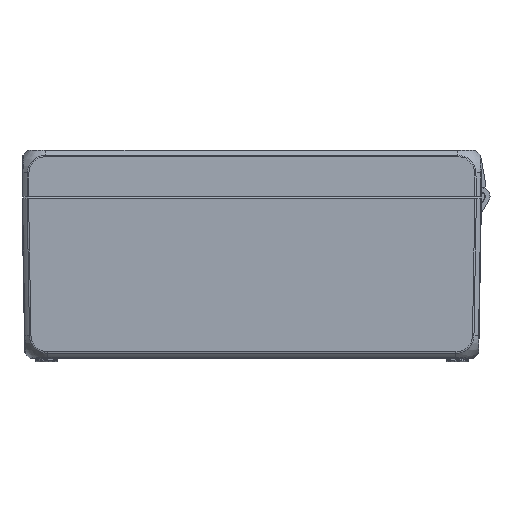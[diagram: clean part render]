
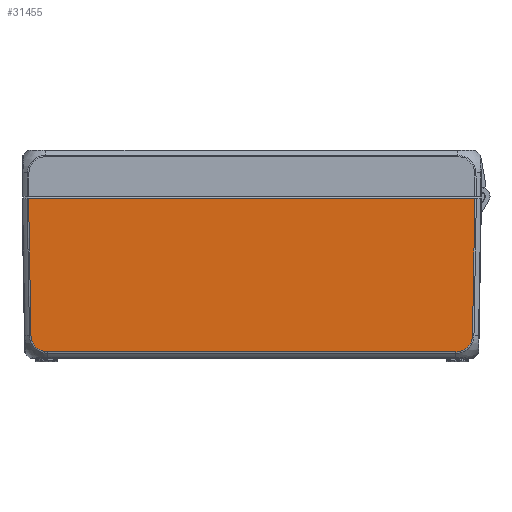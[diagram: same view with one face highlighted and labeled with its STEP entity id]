
A CAD part, front view. The second image highlights one B-rep face of the part: STEP entity #31455.
In plain terms, the highlighted planar face has unit normal (0, -1, -0.018).
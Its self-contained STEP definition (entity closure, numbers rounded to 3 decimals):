
#2365=B_SPLINE_CURVE_WITH_KNOTS('',3,(#78108,#78109,#78110,#78111,#78112,
#78113,#78114,#78115,#78116,#78117,#78118,#78119,#78120,#78121,#78122,#78123,
#78124,#78125,#78126,#78127,#78128,#78129,#78130,#78131,#78132,#78133,#78134,
#78135,#78136,#78137,#78138,#78139,#78140,#78141,#78142,#78143,#78144,#78145),
 .UNSPECIFIED.,.F.,.F.,(4,2,2,2,2,2,2,2,2,2,2,2,2,2,2,2,1,1,2,4),(0.,
0.046,0.059,0.073,0.075,
0.172,0.174,0.175,0.285,
0.422,0.481,0.658,0.801,
0.817,0.826,0.971,1.038,
1.072,1.105,1.107),.UNSPECIFIED.);
#2366=B_SPLINE_CURVE_WITH_KNOTS('',3,(#78316,#78317,#78318,#78319,#78320,
#78321,#78322,#78323,#78324,#78325,#78326,#78327,#78328,#78329,#78330,#78331,
#78332,#78333,#78334,#78335,#78336,#78337,#78338,#78339,#78340,#78341,#78342,
#78343,#78344,#78345,#78346,#78347,#78348,#78349,#78350,#78351,#78352,#78353,
#78354,#78355,#78356),.UNSPECIFIED.,.F.,.F.,(4,2,1,2,2,2,2,2,2,2,2,2,2,
2,2,2,2,2,2,2,4),(0.,0.002,0.033,
0.065,0.138,0.212,0.279,
0.29,0.31,0.452,0.526,
0.629,0.689,0.825,0.94,
0.941,1.037,1.042,1.053,1.067,
1.112),.UNSPECIFIED.);
#3453=FACE_OUTER_BOUND('',#5363,.T.);
#5363=EDGE_LOOP('',(#22715,#22716,#22717,#22718,#22719,#22720));
#8428=LINE('',#58321,#10407);
#8619=LINE('',#77952,#10598);
#8621=LINE('',#78149,#10600);
#8623=LINE('',#78359,#10602);
#10407=VECTOR('',#38061,10.);
#10598=VECTOR('',#39208,10.);
#10600=VECTOR('',#39216,10.);
#10602=VECTOR('',#39222,10.);
#12645=VERTEX_POINT('',#58313);
#12647=VERTEX_POINT('',#58319);
#12990=VERTEX_POINT('',#77950);
#12991=VERTEX_POINT('',#78106);
#12992=VERTEX_POINT('',#78147);
#12993=VERTEX_POINT('',#78314);
#15849=EDGE_CURVE('',#12645,#12647,#8428,.T.);
#16490=EDGE_CURVE('',#12990,#12647,#8619,.T.);
#16493=EDGE_CURVE('',#12991,#12990,#2365,.T.);
#16495=EDGE_CURVE('',#12992,#12991,#8621,.T.);
#16497=EDGE_CURVE('',#12993,#12992,#2366,.T.);
#16499=EDGE_CURVE('',#12645,#12993,#8623,.T.);
#22715=ORIENTED_EDGE('',*,*,#16490,.F.);
#22716=ORIENTED_EDGE('',*,*,#16493,.F.);
#22717=ORIENTED_EDGE('',*,*,#16495,.F.);
#22718=ORIENTED_EDGE('',*,*,#16497,.F.);
#22719=ORIENTED_EDGE('',*,*,#16499,.F.);
#22720=ORIENTED_EDGE('',*,*,#15849,.T.);
#28757=PLANE('',#34121);
#31455=ADVANCED_FACE('',(#3453),#28757,.T.);
#34121=AXIS2_PLACEMENT_3D('',#78360,#39223,#39224);
#38061=DIRECTION('',(-1.,0.,0.));
#39208=DIRECTION('',(-0.017,-0.017,1.));
#39216=DIRECTION('',(-1.,0.,0.));
#39222=DIRECTION('',(-0.017,0.017,-1.));
#39223=DIRECTION('center_axis',(0.,-1.,-0.017));
#39224=DIRECTION('ref_axis',(-1.,0.,0.));
#58313=CARTESIAN_POINT('',(96.647,-43.,-0.8));
#58319=CARTESIAN_POINT('',(-96.647,-43.,-0.8));
#58321=CARTESIAN_POINT('',(41.,-43.,-0.8));
#77950=CARTESIAN_POINT('',(-95.611,-41.964,-60.126));
#77952=CARTESIAN_POINT('',(-96.64,-42.994,-1.161));
#78106=CARTESIAN_POINT('',(-88.447,-41.842,-67.153));
#78108=CARTESIAN_POINT('Ctrl Pts',(-88.447,-41.842,
-67.153));
#78109=CARTESIAN_POINT('Ctrl Pts',(-88.6,-41.842,
-67.153));
#78110=CARTESIAN_POINT('Ctrl Pts',(-88.754,-41.842,-67.151));
#78111=CARTESIAN_POINT('Ctrl Pts',(-88.95,-41.842,
-67.139));
#78112=CARTESIAN_POINT('Ctrl Pts',(-88.994,-41.842,
-67.136));
#78113=CARTESIAN_POINT('Ctrl Pts',(-89.083,-41.842,
-67.128));
#78114=CARTESIAN_POINT('Ctrl Pts',(-89.129,-41.842,
-67.124));
#78115=CARTESIAN_POINT('Ctrl Pts',(-89.183,-41.842,
-67.119));
#78116=CARTESIAN_POINT('Ctrl Pts',(-89.19,-41.842,
-67.118));
#78117=CARTESIAN_POINT('Ctrl Pts',(-89.519,-41.843,
-67.083));
#78118=CARTESIAN_POINT('Ctrl Pts',(-89.837,-41.844,
-67.027));
#78119=CARTESIAN_POINT('Ctrl Pts',(-90.156,-41.845,
-66.949));
#78120=CARTESIAN_POINT('Ctrl Pts',(-90.162,-41.845,
-66.947));
#78121=CARTESIAN_POINT('Ctrl Pts',(-90.172,-41.845,
-66.945));
#78122=CARTESIAN_POINT('Ctrl Pts',(-90.177,-41.845,
-66.944));
#78123=CARTESIAN_POINT('Ctrl Pts',(-90.537,-41.847,
-66.853));
#78124=CARTESIAN_POINT('Ctrl Pts',(-90.886,-41.849,
-66.736));
#78125=CARTESIAN_POINT('Ctrl Pts',(-91.645,-41.855,
-66.415));
#78126=CARTESIAN_POINT('Ctrl Pts',(-92.052,-41.859,
-66.196));
#78127=CARTESIAN_POINT('Ctrl Pts',(-92.601,-41.865,
-65.828));
#78128=CARTESIAN_POINT('Ctrl Pts',(-92.763,-41.867,
-65.71));
#78129=CARTESIAN_POINT('Ctrl Pts',(-93.383,-41.876,
-65.213));
#78130=CARTESIAN_POINT('Ctrl Pts',(-93.796,-41.883,
-64.789));
#78131=CARTESIAN_POINT('Ctrl Pts',(-94.451,-41.898,-63.933));
#78132=CARTESIAN_POINT('Ctrl Pts',(-94.703,-41.905,
-63.52));
#78133=CARTESIAN_POINT('Ctrl Pts',(-94.934,-41.914,
-63.041));
#78134=CARTESIAN_POINT('Ctrl Pts',(-94.956,-41.914,-62.991));
#78135=CARTESIAN_POINT('Ctrl Pts',(-94.991,-41.916,
-62.915));
#78136=CARTESIAN_POINT('Ctrl Pts',(-95.003,-41.916,-62.887));
#78137=CARTESIAN_POINT('Ctrl Pts',(-95.209,-41.924,
-62.418));
#78138=CARTESIAN_POINT('Ctrl Pts',(-95.359,-41.933,
-61.953));
#78139=CARTESIAN_POINT('Ctrl Pts',(-95.507,-41.945,
-61.259));
#78140=CARTESIAN_POINT('Ctrl Pts',(-95.564,-41.95,
-60.926));
#78141=CARTESIAN_POINT('Ctrl Pts',(-95.605,-41.958,
-60.48));
#78142=CARTESIAN_POINT('Ctrl Pts',(-95.61,-41.962,
-60.256));
#78143=CARTESIAN_POINT('Ctrl Pts',(-95.612,-41.964,
-60.138));
#78144=CARTESIAN_POINT('Ctrl Pts',(-95.612,-41.964,
-60.132));
#78145=CARTESIAN_POINT('Ctrl Pts',(-95.612,-41.964,
-60.126));
#78147=CARTESIAN_POINT('',(88.446,-41.842,-67.153));
#78149=CARTESIAN_POINT('',(0.,-41.842,-67.153));
#78314=CARTESIAN_POINT('',(95.611,-41.964,-60.126));
#78316=CARTESIAN_POINT('Ctrl Pts',(95.611,-41.964,-60.126));
#78317=CARTESIAN_POINT('Ctrl Pts',(95.611,-41.964,-60.131));
#78318=CARTESIAN_POINT('Ctrl Pts',(95.611,-41.964,-60.137));
#78319=CARTESIAN_POINT('Ctrl Pts',(95.609,-41.962,-60.248));
#78320=CARTESIAN_POINT('Ctrl Pts',(95.603,-41.959,-60.458));
#78321=CARTESIAN_POINT('Ctrl Pts',(95.585,-41.955,-60.668));
#78322=CARTESIAN_POINT('Ctrl Pts',(95.549,-41.949,-61.014));
#78323=CARTESIAN_POINT('Ctrl Pts',(95.51,-41.945,-61.254));
#78324=CARTESIAN_POINT('Ctrl Pts',(95.407,-41.936,-61.734));
#78325=CARTESIAN_POINT('Ctrl Pts',(95.342,-41.932,-61.974));
#78326=CARTESIAN_POINT('Ctrl Pts',(95.194,-41.924,-62.423));
#78327=CARTESIAN_POINT('Ctrl Pts',(95.114,-41.921,-62.633));
#78328=CARTESIAN_POINT('Ctrl Pts',(95.011,-41.917,-62.87));
#78329=CARTESIAN_POINT('Ctrl Pts',(94.997,-41.916,-62.901));
#78330=CARTESIAN_POINT('Ctrl Pts',(94.955,-41.914,-62.995));
#78331=CARTESIAN_POINT('Ctrl Pts',(94.926,-41.913,-63.057));
#78332=CARTESIAN_POINT('Ctrl Pts',(94.688,-41.905,-63.544));
#78333=CARTESIAN_POINT('Ctrl Pts',(94.438,-41.898,-63.949));
#78334=CARTESIAN_POINT('Ctrl Pts',(94.003,-41.888,-64.519));
#78335=CARTESIAN_POINT('Ctrl Pts',(93.845,-41.885,-64.706));
#78336=CARTESIAN_POINT('Ctrl Pts',(93.441,-41.877,-65.135));
#78337=CARTESIAN_POINT('Ctrl Pts',(93.187,-41.873,-65.369));
#78338=CARTESIAN_POINT('Ctrl Pts',(92.761,-41.867,-65.711));
#78339=CARTESIAN_POINT('Ctrl Pts',(92.599,-41.865,-65.83));
#78340=CARTESIAN_POINT('Ctrl Pts',(92.055,-41.859,-66.195));
#78341=CARTESIAN_POINT('Ctrl Pts',(91.655,-41.855,-66.412));
#78342=CARTESIAN_POINT('Ctrl Pts',(90.887,-41.849,-66.736));
#78343=CARTESIAN_POINT('Ctrl Pts',(90.524,-41.847,-66.856));
#78344=CARTESIAN_POINT('Ctrl Pts',(90.149,-41.845,-66.949));
#78345=CARTESIAN_POINT('Ctrl Pts',(90.145,-41.845,-66.95));
#78346=CARTESIAN_POINT('Ctrl Pts',(89.831,-41.844,-67.026));
#78347=CARTESIAN_POINT('Ctrl Pts',(89.517,-41.843,-67.082));
#78348=CARTESIAN_POINT('Ctrl Pts',(89.181,-41.842,-67.118));
#78349=CARTESIAN_POINT('Ctrl Pts',(89.163,-41.842,-67.12));
#78350=CARTESIAN_POINT('Ctrl Pts',(89.107,-41.842,-67.125));
#78351=CARTESIAN_POINT('Ctrl Pts',(89.07,-41.842,-67.129));
#78352=CARTESIAN_POINT('Ctrl Pts',(88.989,-41.842,-67.135));
#78353=CARTESIAN_POINT('Ctrl Pts',(88.944,-41.842,-67.139));
#78354=CARTESIAN_POINT('Ctrl Pts',(88.748,-41.842,-67.151));
#78355=CARTESIAN_POINT('Ctrl Pts',(88.597,-41.842,-67.153));
#78356=CARTESIAN_POINT('Ctrl Pts',(88.446,-41.842,-67.153));
#78359=CARTESIAN_POINT('',(96.64,-42.994,-1.161));
#78360=CARTESIAN_POINT('Origin',(82.,-43.014,0.));
